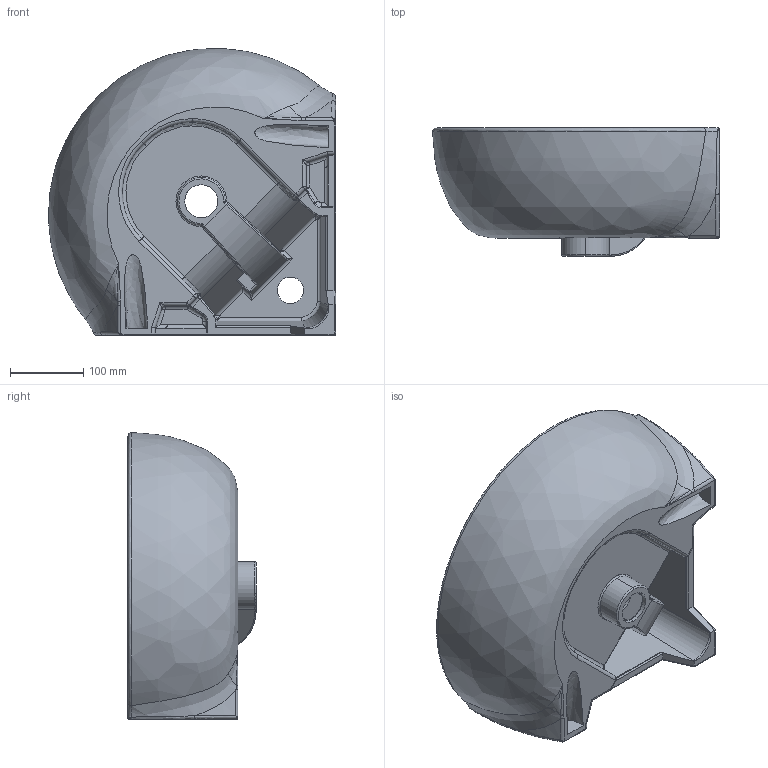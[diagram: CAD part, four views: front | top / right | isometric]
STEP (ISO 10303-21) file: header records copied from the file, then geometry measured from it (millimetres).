
FILE_DESCRIPTION (( 'STEP AP214' ), '1' );
FILE_NAME ('CL045CB_STEP_V11222.STEP', '2022-12-15T11:16:33', ( '' ), ( '' ), 'SwSTEP 2.0', 'SolidWorks 2019', '' );
FILE_SCHEMA (( 'AUTOMOTIVE_DESIGN' ));
Length unit declared in the file: millimetre
Products named in the file (1): CL045CB_STEP_V11222
Bounding box: 391.6 x 175 x 391.51 mm (x, y, z)
Volume: 8328103.9 mm3; surface area: 598199.2 mm2
Topology: 1 solids, 1 shells, 300 faces, 755 edges, 430 vertices
Faces by surface type: cylinder 113, bspline 81, plane 64, torus 25, sphere 17
Entity records: 16757 total; most frequent: CARTESIAN_POINT 10492, ORIENTED_EDGE 1450, DIRECTION 1114, EDGE_CURVE 725, VERTEX_POINT 430, AXIS2_PLACEMENT_3D 421, EDGE_LOOP 313, ADVANCED_FACE 300
